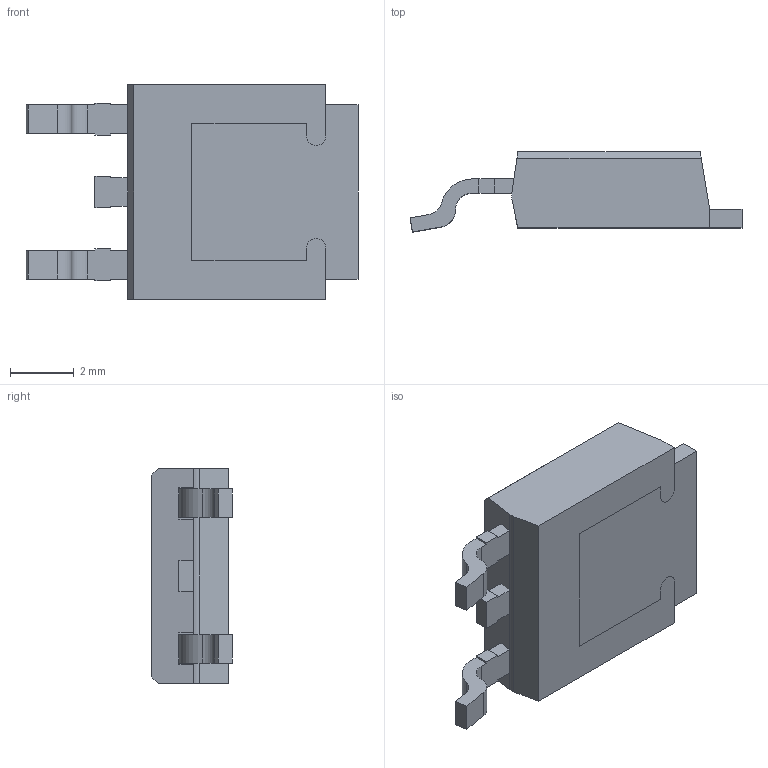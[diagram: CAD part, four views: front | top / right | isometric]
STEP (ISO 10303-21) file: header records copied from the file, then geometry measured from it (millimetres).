
FILE_DESCRIPTION (( 'STEP AP214' ), '1' );
FILE_NAME ('FQD11P06TM.STEP', '2022-04-29T08:43:02', ( '' ), ( '' ), 'SwSTEP 2.0', 'SolidWorks 2018', '' );
FILE_SCHEMA (( 'AUTOMOTIVE_DESIGN' ));
Length unit declared in the file: millimetre
Products named in the file (1): FQD11P06TM
Bounding box: 10.41 x 2.52 x 6.73 mm (x, y, z)
Volume: 103.2 mm3; surface area: 231.2 mm2
Topology: 5 solids, 5 shells, 87 faces, 231 edges, 154 vertices
Faces by surface type: plane 70, cylinder 17
Entity records: 3607 total; most frequent: CARTESIAN_POINT 473, ORIENTED_EDGE 462, DIRECTION 441, EDGE_CURVE 231, VECTOR 197, LINE 197, VERTEX_POINT 154, AXIS2_PLACEMENT_3D 122
